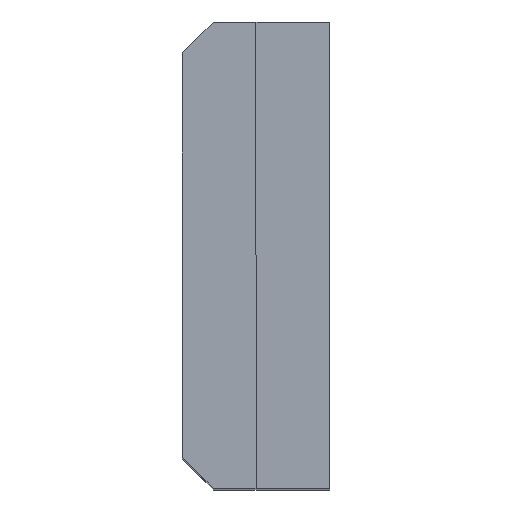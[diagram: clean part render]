
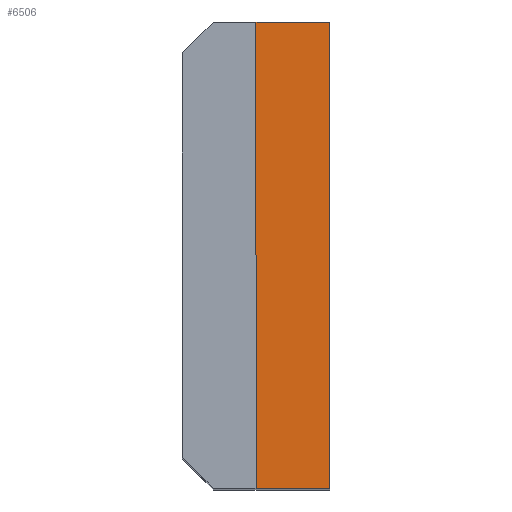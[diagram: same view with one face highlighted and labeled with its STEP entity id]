
A CAD part, top view. The second image highlights one B-rep face of the part: STEP entity #6506.
In plain terms, the highlighted planar face has unit normal (0, 0, 1).
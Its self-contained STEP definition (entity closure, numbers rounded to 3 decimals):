
#520=FACE_OUTER_BOUND('',#879,.T.);
#879=EDGE_LOOP('',(#5792,#5793,#5794,#5795));
#1623=LINE('',#10355,#2435);
#1677=LINE('',#10479,#2489);
#1678=LINE('',#10481,#2490);
#1679=LINE('',#10482,#2491);
#2435=VECTOR('',#8484,10.);
#2489=VECTOR('',#8598,10.);
#2490=VECTOR('',#8599,10.);
#2491=VECTOR('',#8600,10.);
#3063=VERTEX_POINT('',#10352);
#3064=VERTEX_POINT('',#10354);
#3104=VERTEX_POINT('',#10478);
#3105=VERTEX_POINT('',#10480);
#3946=EDGE_CURVE('',#3064,#3063,#1623,.T.);
#4009=EDGE_CURVE('',#3104,#3063,#1677,.T.);
#4010=EDGE_CURVE('',#3104,#3105,#1678,.T.);
#4011=EDGE_CURVE('',#3105,#3064,#1679,.T.);
#5792=ORIENTED_EDGE('',*,*,#3946,.T.);
#5793=ORIENTED_EDGE('',*,*,#4009,.F.);
#5794=ORIENTED_EDGE('',*,*,#4010,.T.);
#5795=ORIENTED_EDGE('',*,*,#4011,.T.);
#6180=PLANE('',#6971);
#6506=ADVANCED_FACE('',(#520),#6180,.T.);
#6971=AXIS2_PLACEMENT_3D('',#10477,#8596,#8597);
#8484=DIRECTION('',(0.,-1.,0.));
#8596=DIRECTION('center_axis',(0.,0.,1.));
#8597=DIRECTION('ref_axis',(0.,1.,0.));
#8598=DIRECTION('',(-1.,0.,0.));
#8599=DIRECTION('',(0.,1.,0.));
#8600=DIRECTION('',(-1.,0.,0.));
#10352=CARTESIAN_POINT('',(0.,-16.,27.15));
#10354=CARTESIAN_POINT('',(0.,29.2,27.15));
#10355=CARTESIAN_POINT('',(0.,-8.,27.15));
#10477=CARTESIAN_POINT('Origin',(0.,-16.,27.15));
#10478=CARTESIAN_POINT('',(7.15,-16.,27.15));
#10479=CARTESIAN_POINT('',(0.,-16.,27.15));
#10480=CARTESIAN_POINT('',(7.15,29.2,27.15));
#10481=CARTESIAN_POINT('',(7.15,-16.,27.15));
#10482=CARTESIAN_POINT('',(0.,29.2,27.15));
